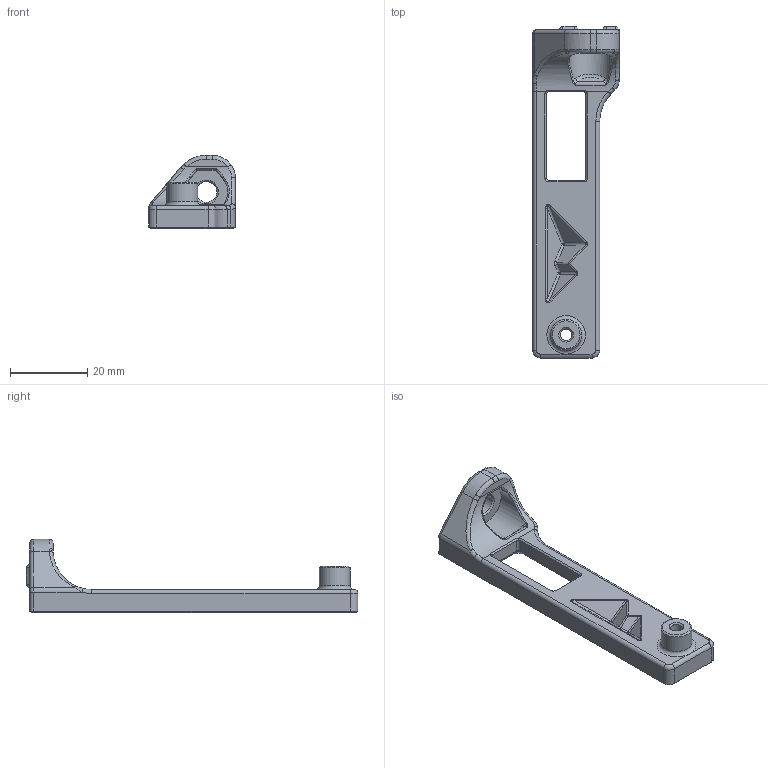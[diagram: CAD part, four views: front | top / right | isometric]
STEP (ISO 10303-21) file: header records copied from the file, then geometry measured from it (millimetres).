
FILE_DESCRIPTION(/* description */ ('STEP AP242','CAx-IF Rec.Pracs.---Representation and Presentation of Product Manufacturing Information (PMI)---4.0---2014-10-13','CAx-IF Rec.Pracs.---3D Tessellated Geometry---0.4---2014-09-14','2;1'),/* implementation_level */ '2;1');
FILE_NAME(/* name */ '66b025642e356e0bba90ef89',/* time_stamp */ '2024-08-05T01:05:40Z',/* author */ (''),/* organization */ (''),/* preprocessor_version */ 'ST-DEVELOPER v20',/* originating_system */ ' ',/* authorisation */ ' ');
FILE_SCHEMA (('AP242_MANAGED_MODEL_BASED_3D_ENGINEERING_MIM_LF { 1 0 10303 442 1 1 4 }'));
Length unit declared in the file: metre
Products named in the file (1): Part 1
Bounding box: 22.49 x 86 x 19 mm (x, y, z)
Volume: 8774.8 mm3; surface area: 5084.1 mm2
Topology: 1 solids, 1 shells, 197 faces, 462 edges, 263 vertices
Faces by surface type: plane 63, cylinder 54, cone 27, bspline 25, torus 25, sphere 3
Full cylindrical faces by diameter (mm): 3 x1, 5.3 x1, 5.5 x1, 8 x1
Entity records: 5837 total; most frequent: CARTESIAN_POINT 1443, DIRECTION 955, ORIENTED_EDGE 888, EDGE_CURVE 444, AXIS2_PLACEMENT_3D 374, VERTEX_POINT 259, EDGE_LOOP 213, FACE_BOUND 213
